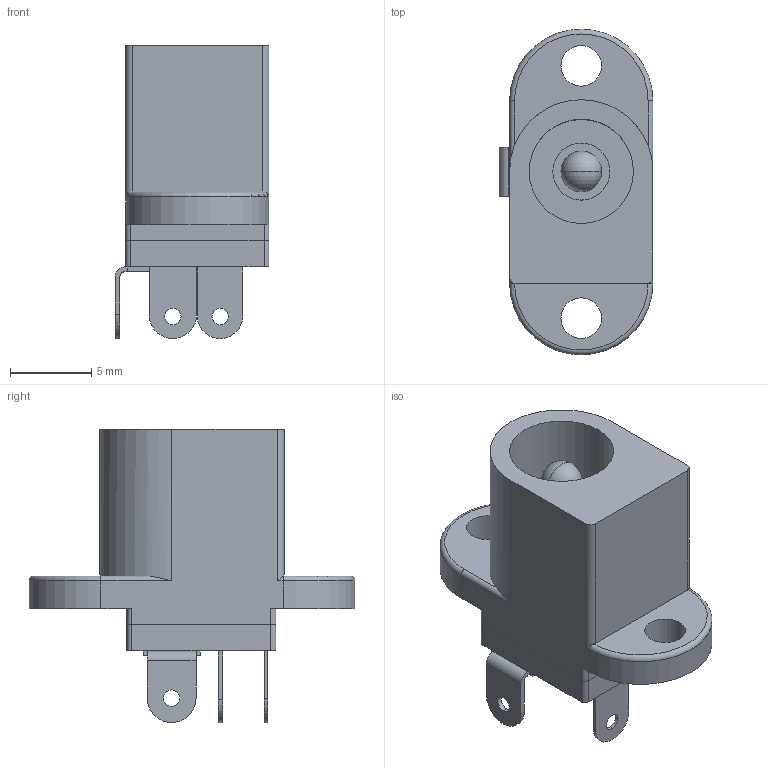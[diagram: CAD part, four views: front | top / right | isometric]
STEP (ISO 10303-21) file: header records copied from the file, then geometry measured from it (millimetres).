
FILE_DESCRIPTION(('STEP AP242'),'1');
FILE_NAME('pj-038b.stp','2019-05-27T22:24:41',('TraceParts'),('TraceParts S.A.'),'Spatial InterOp 3D',' ',' ');
FILE_SCHEMA(('AP242_MANAGED_MODEL_BASED_3D_ENGINEERING_MIM_LF {1 0 10303 442 1 1 4}'));
Length unit declared in the file: millimetre
Products named in the file (1): pj-038b_1
Bounding box: 9.45 x 20 x 18 mm (x, y, z)
Volume: 1092.3 mm3; surface area: 1329.1 mm2
Topology: 2 solids, 2 shells, 100 faces, 258 edges, 167 vertices
Faces by surface type: cylinder 47, plane 45, torus 6, sphere 2
Entity records: 3925 total; most frequent: DIRECTION 556, CARTESIAN_POINT 551, ORIENTED_EDGE 512, EDGE_CURVE 256, AXIS2_PLACEMENT_3D 204, VERTEX_POINT 167, LINE 148, VECTOR 148
